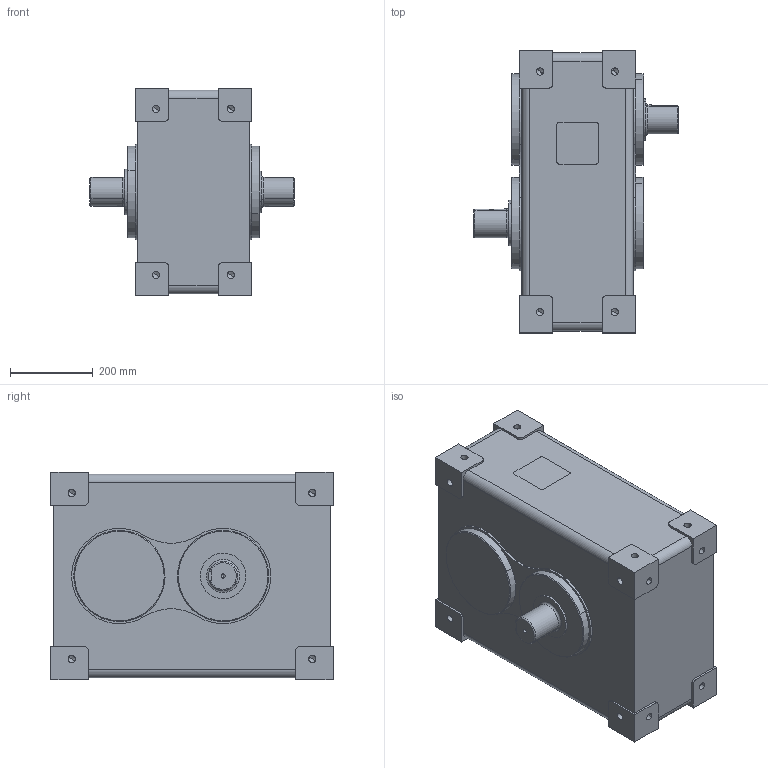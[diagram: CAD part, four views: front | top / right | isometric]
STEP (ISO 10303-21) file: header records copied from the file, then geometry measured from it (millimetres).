
FILE_DESCRIPTION(('CATIA V5 STEP Exchange'),'2;1');
FILE_NAME('P250DSOUT.stp','2013-07-23T07:14:23+00:00',('none'),('none'),'CATIA Version 5 Release 18 SP 6 (IN-10)','CATIA V5 STEP AP203','none');
FILE_SCHEMA(('CONFIG_CONTROL_DESIGN'));
Length unit declared in the file: millimetre
Products named in the file (1): P250DS
Bounding box: 493 x 680 x 500 mm (x, y, z)
Volume: 93617380.1 mm3; surface area: 1818783.3 mm2
Topology: 8 solids, 8 shells, 275 faces, 696 edges, 416 vertices
Faces by surface type: cylinder 116, plane 89, cone 63, torus 7
Entity records: 7117 total; most frequent: ORIENTED_EDGE 1288, CARTESIAN_POINT 1255, DIRECTION 960, EDGE_CURVE 644, AXIS2_PLACEMENT_3D 423, VERTEX_POINT 416, VECTOR 378, LINE 378
